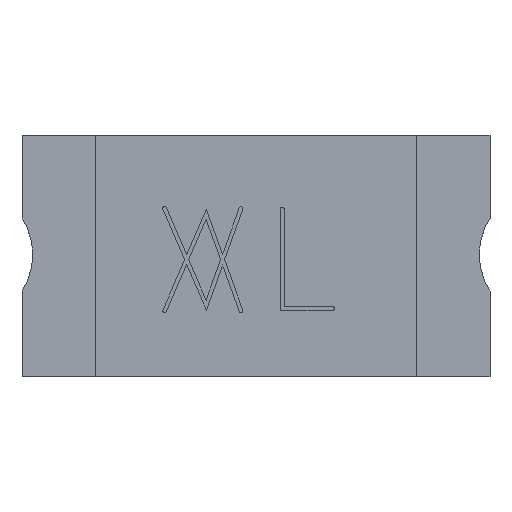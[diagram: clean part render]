
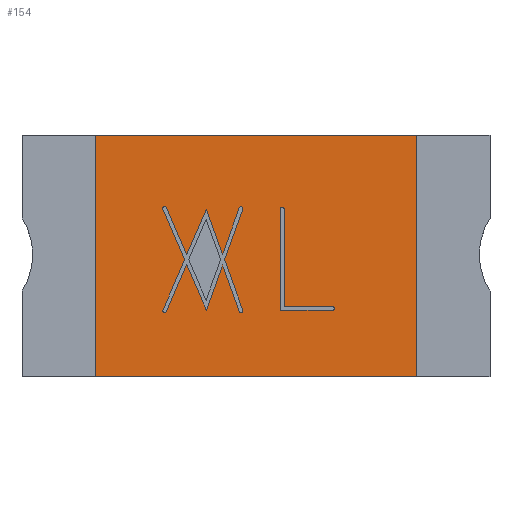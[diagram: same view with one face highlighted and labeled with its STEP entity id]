
A CAD part, top view. The second image highlights one B-rep face of the part: STEP entity #154.
In plain terms, the highlighted planar face has unit normal (0, 0, 1).
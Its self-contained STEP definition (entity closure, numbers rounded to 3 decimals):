
#44 = VERTEX_POINT('',#45);
#45 = CARTESIAN_POINT('',(-0.625,0.338,0.561));
#51 = EDGE_CURVE('',#44,#52,#54,.T.);
#52 = VERTEX_POINT('',#53);
#53 = CARTESIAN_POINT('',(-0.636,0.32,0.561));
#54 = CIRCLE('',#55,0.013);
#55 = AXIS2_PLACEMENT_3D('',#56,#57,#58);
#56 = CARTESIAN_POINT('',(-0.625,0.325,0.561));
#57 = DIRECTION('',(0.,0.,1.));
#58 = DIRECTION('',(0.,1.,0.));
#86 = VERTEX_POINT('',#87);
#87 = CARTESIAN_POINT('',(-0.102,0.337,0.561));
#93 = EDGE_CURVE('',#86,#94,#96,.T.);
#94 = VERTEX_POINT('',#95);
#95 = CARTESIAN_POINT('',(-0.114,0.329,0.561));
#96 = CIRCLE('',#97,0.013);
#97 = AXIS2_PLACEMENT_3D('',#98,#99,#100);
#98 = CARTESIAN_POINT('',(-0.102,0.325,0.561));
#99 = DIRECTION('',(0.,0.,1.));
#100 = DIRECTION('',(0.,1.,0.));
#128 = VERTEX_POINT('',#129);
#129 = CARTESIAN_POINT('',(0.18,0.333,0.561));
#135 = EDGE_CURVE('',#128,#136,#138,.T.);
#136 = VERTEX_POINT('',#137);
#137 = CARTESIAN_POINT('',(0.168,0.321,0.561));
#138 = CIRCLE('',#139,0.013);
#139 = AXIS2_PLACEMENT_3D('',#140,#141,#142);
#140 = CARTESIAN_POINT('',(0.18,0.321,0.561));
#141 = DIRECTION('',(0.,0.,1.));
#142 = DIRECTION('',(0.,1.,0.));
#154 = ADVANCED_FACE('',(#155,#189,#240),#372,.T.);
#155 = FACE_BOUND('',#156,.T.);
#156 = EDGE_LOOP('',(#157,#167,#175,#183));
#157 = ORIENTED_EDGE('',*,*,#158,.T.);
#158 = EDGE_CURVE('',#159,#161,#163,.T.);
#159 = VERTEX_POINT('',#160);
#160 = CARTESIAN_POINT('',(-1.101,-0.825,0.561));
#161 = VERTEX_POINT('',#162);
#162 = CARTESIAN_POINT('',(1.101,-0.825,0.561));
#163 = LINE('',#164,#165);
#164 = CARTESIAN_POINT('',(-2.942,-0.825,0.561));
#165 = VECTOR('',#166,1.);
#166 = DIRECTION('',(1.,0.,0.));
#167 = ORIENTED_EDGE('',*,*,#168,.T.);
#168 = EDGE_CURVE('',#161,#169,#171,.T.);
#169 = VERTEX_POINT('',#170);
#170 = CARTESIAN_POINT('',(1.101,0.825,0.561));
#171 = LINE('',#172,#173);
#172 = CARTESIAN_POINT('',(1.101,0.,0.561));
#173 = VECTOR('',#174,1.);
#174 = DIRECTION('',(0.,1.,0.));
#175 = ORIENTED_EDGE('',*,*,#176,.F.);
#176 = EDGE_CURVE('',#177,#169,#179,.T.);
#177 = VERTEX_POINT('',#178);
#178 = CARTESIAN_POINT('',(-1.101,0.825,0.561));
#179 = LINE('',#180,#181);
#180 = CARTESIAN_POINT('',(-2.942,0.825,0.561));
#181 = VECTOR('',#182,1.);
#182 = DIRECTION('',(1.,0.,0.));
#183 = ORIENTED_EDGE('',*,*,#184,.T.);
#184 = EDGE_CURVE('',#177,#159,#185,.T.);
#185 = LINE('',#186,#187);
#186 = CARTESIAN_POINT('',(-1.101,0.,0.561));
#187 = VECTOR('',#188,1.);
#188 = DIRECTION('',(0.,-1.,0.));
#189 = FACE_BOUND('',#190,.T.);
#190 = EDGE_LOOP('',(#191,#199,#200,#209,#217,#225,#234));
#191 = ORIENTED_EDGE('',*,*,#192,.F.);
#192 = EDGE_CURVE('',#136,#193,#195,.T.);
#193 = VERTEX_POINT('',#194);
#194 = CARTESIAN_POINT('',(0.168,-0.371,0.561));
#195 = LINE('',#196,#197);
#196 = CARTESIAN_POINT('',(0.168,0.321,0.561));
#197 = VECTOR('',#198,1.);
#198 = DIRECTION('',(0.,-1.,0.));
#199 = ORIENTED_EDGE('',*,*,#135,.F.);
#200 = ORIENTED_EDGE('',*,*,#201,.F.);
#201 = EDGE_CURVE('',#202,#128,#204,.T.);
#202 = VERTEX_POINT('',#203);
#203 = CARTESIAN_POINT('',(0.193,0.321,0.561));
#204 = CIRCLE('',#205,0.013);
#205 = AXIS2_PLACEMENT_3D('',#206,#207,#208);
#206 = CARTESIAN_POINT('',(0.18,0.321,0.561));
#207 = DIRECTION('',(0.,0.,1.));
#208 = DIRECTION('',(0.,1.,0.));
#209 = ORIENTED_EDGE('',*,*,#210,.F.);
#210 = EDGE_CURVE('',#211,#202,#213,.T.);
#211 = VERTEX_POINT('',#212);
#212 = CARTESIAN_POINT('',(0.193,-0.346,0.561));
#213 = LINE('',#214,#215);
#214 = CARTESIAN_POINT('',(0.193,0.321,0.561));
#215 = VECTOR('',#216,1.);
#216 = DIRECTION('',(0.,1.,0.));
#217 = ORIENTED_EDGE('',*,*,#218,.F.);
#218 = EDGE_CURVE('',#219,#211,#221,.T.);
#219 = VERTEX_POINT('',#220);
#220 = CARTESIAN_POINT('',(0.523,-0.346,0.561));
#221 = LINE('',#222,#223);
#222 = CARTESIAN_POINT('',(0.193,-0.346,0.561));
#223 = VECTOR('',#224,1.);
#224 = DIRECTION('',(-1.,0.,-0.));
#225 = ORIENTED_EDGE('',*,*,#226,.F.);
#226 = EDGE_CURVE('',#227,#219,#229,.T.);
#227 = VERTEX_POINT('',#228);
#228 = CARTESIAN_POINT('',(0.523,-0.371,0.561));
#229 = CIRCLE('',#230,0.013);
#230 = AXIS2_PLACEMENT_3D('',#231,#232,#233);
#231 = CARTESIAN_POINT('',(0.523,-0.359,0.561));
#232 = DIRECTION('',(-0.,0.,1.));
#233 = DIRECTION('',(0.,-1.,0.));
#234 = ORIENTED_EDGE('',*,*,#235,.F.);
#235 = EDGE_CURVE('',#193,#227,#236,.T.);
#236 = LINE('',#237,#238);
#237 = CARTESIAN_POINT('',(0.168,-0.371,0.561));
#238 = VECTOR('',#239,1.);
#239 = DIRECTION('',(1.,0.,0.));
#240 = FACE_BOUND('',#241,.T.);
#241 = EDGE_LOOP('',(#242,#252,#261,#269,#277,#285,#293,#302,#310,#316,
    #317,#326,#334,#342,#350,#356,#357,#366));
#242 = ORIENTED_EDGE('',*,*,#243,.F.);
#243 = EDGE_CURVE('',#244,#246,#248,.T.);
#244 = VERTEX_POINT('',#245);
#245 = CARTESIAN_POINT('',(-0.091,-0.371,0.561));
#246 = VERTEX_POINT('',#247);
#247 = CARTESIAN_POINT('',(-0.215,-0.025,0.561));
#248 = LINE('',#249,#250);
#249 = CARTESIAN_POINT('',(-0.091,-0.371,0.561));
#250 = VECTOR('',#251,1.);
#251 = DIRECTION('',(-0.339,0.941,0.)
  );
#252 = ORIENTED_EDGE('',*,*,#253,.F.);
#253 = EDGE_CURVE('',#254,#244,#256,.T.);
#254 = VERTEX_POINT('',#255);
#255 = CARTESIAN_POINT('',(-0.114,-0.379,0.561));
#256 = CIRCLE('',#257,0.013);
#257 = AXIS2_PLACEMENT_3D('',#258,#259,#260);
#258 = CARTESIAN_POINT('',(-0.102,-0.375,0.561));
#259 = DIRECTION('',(-0.,0.,1.));
#260 = DIRECTION('',(0.,-1.,0.));
#261 = ORIENTED_EDGE('',*,*,#262,.F.);
#262 = EDGE_CURVE('',#263,#254,#265,.T.);
#263 = VERTEX_POINT('',#264);
#264 = CARTESIAN_POINT('',(-0.228,-0.062,0.561));
#265 = LINE('',#266,#267);
#266 = CARTESIAN_POINT('',(-0.114,-0.379,0.561));
#267 = VECTOR('',#268,1.);
#268 = DIRECTION('',(0.339,-0.941,0.)
  );
#269 = ORIENTED_EDGE('',*,*,#270,.F.);
#270 = EDGE_CURVE('',#271,#263,#273,.T.);
#271 = VERTEX_POINT('',#272);
#272 = CARTESIAN_POINT('',(-0.34,-0.371,0.561));
#273 = LINE('',#274,#275);
#274 = CARTESIAN_POINT('',(-0.34,-0.371,0.561));
#275 = VECTOR('',#276,1.);
#276 = DIRECTION('',(0.339,0.941,0.)
  );
#277 = ORIENTED_EDGE('',*,*,#278,.F.);
#278 = EDGE_CURVE('',#279,#271,#281,.T.);
#279 = VERTEX_POINT('',#280);
#280 = CARTESIAN_POINT('',(-0.475,-0.057,0.561));
#281 = LINE('',#282,#283);
#282 = CARTESIAN_POINT('',(-0.475,-0.057,0.561));
#283 = VECTOR('',#284,1.);
#284 = DIRECTION('',(0.395,-0.919,0.)
  );
#285 = ORIENTED_EDGE('',*,*,#286,.F.);
#286 = EDGE_CURVE('',#287,#279,#289,.T.);
#287 = VERTEX_POINT('',#288);
#288 = CARTESIAN_POINT('',(-0.614,-0.381,0.561));
#289 = LINE('',#290,#291);
#290 = CARTESIAN_POINT('',(-0.475,-0.057,0.561));
#291 = VECTOR('',#292,1.);
#292 = DIRECTION('',(0.394,0.919,0.)
  );
#293 = ORIENTED_EDGE('',*,*,#294,.F.);
#294 = EDGE_CURVE('',#295,#287,#297,.T.);
#295 = VERTEX_POINT('',#296);
#296 = CARTESIAN_POINT('',(-0.637,-0.371,0.561));
#297 = CIRCLE('',#298,0.013);
#298 = AXIS2_PLACEMENT_3D('',#299,#300,#301);
#299 = CARTESIAN_POINT('',(-0.625,-0.376,0.561));
#300 = DIRECTION('',(-0.,0.,1.));
#301 = DIRECTION('',(0.,-1.,0.));
#302 = ORIENTED_EDGE('',*,*,#303,.F.);
#303 = EDGE_CURVE('',#304,#295,#306,.T.);
#304 = VERTEX_POINT('',#305);
#305 = CARTESIAN_POINT('',(-0.488,-0.025,0.561));
#306 = LINE('',#307,#308);
#307 = CARTESIAN_POINT('',(-0.488,-0.025,0.561));
#308 = VECTOR('',#309,1.);
#309 = DIRECTION('',(-0.394,-0.919,0.)
  );
#310 = ORIENTED_EDGE('',*,*,#311,.F.);
#311 = EDGE_CURVE('',#52,#304,#312,.T.);
#312 = LINE('',#313,#314);
#313 = CARTESIAN_POINT('',(-0.636,0.32,0.561));
#314 = VECTOR('',#315,1.);
#315 = DIRECTION('',(0.395,-0.919,0.)
  );
#316 = ORIENTED_EDGE('',*,*,#51,.F.);
#317 = ORIENTED_EDGE('',*,*,#318,.F.);
#318 = EDGE_CURVE('',#319,#44,#321,.T.);
#319 = VERTEX_POINT('',#320);
#320 = CARTESIAN_POINT('',(-0.613,0.33,0.561));
#321 = CIRCLE('',#322,0.013);
#322 = AXIS2_PLACEMENT_3D('',#323,#324,#325);
#323 = CARTESIAN_POINT('',(-0.625,0.325,0.561));
#324 = DIRECTION('',(0.,0.,1.));
#325 = DIRECTION('',(0.,1.,0.));
#326 = ORIENTED_EDGE('',*,*,#327,.F.);
#327 = EDGE_CURVE('',#328,#319,#330,.T.);
#328 = VERTEX_POINT('',#329);
#329 = CARTESIAN_POINT('',(-0.475,0.007,0.561));
#330 = LINE('',#331,#332);
#331 = CARTESIAN_POINT('',(-0.613,0.33,0.561));
#332 = VECTOR('',#333,1.);
#333 = DIRECTION('',(-0.395,0.919,0.)
  );
#334 = ORIENTED_EDGE('',*,*,#335,.F.);
#335 = EDGE_CURVE('',#336,#328,#338,.T.);
#336 = VERTEX_POINT('',#337);
#337 = CARTESIAN_POINT('',(-0.34,0.321,0.561));
#338 = LINE('',#339,#340);
#339 = CARTESIAN_POINT('',(-0.34,0.321,0.561));
#340 = VECTOR('',#341,1.);
#341 = DIRECTION('',(-0.394,-0.919,0.)
  );
#342 = ORIENTED_EDGE('',*,*,#343,.F.);
#343 = EDGE_CURVE('',#344,#336,#346,.T.);
#344 = VERTEX_POINT('',#345);
#345 = CARTESIAN_POINT('',(-0.228,0.012,0.561));
#346 = LINE('',#347,#348);
#347 = CARTESIAN_POINT('',(-0.228,0.012,0.561));
#348 = VECTOR('',#349,1.);
#349 = DIRECTION('',(-0.339,0.941,0.)
  );
#350 = ORIENTED_EDGE('',*,*,#351,.F.);
#351 = EDGE_CURVE('',#94,#344,#352,.T.);
#352 = LINE('',#353,#354);
#353 = CARTESIAN_POINT('',(-0.228,0.012,0.561));
#354 = VECTOR('',#355,1.);
#355 = DIRECTION('',(-0.339,-0.941,0.)
  );
#356 = ORIENTED_EDGE('',*,*,#93,.F.);
#357 = ORIENTED_EDGE('',*,*,#358,.F.);
#358 = EDGE_CURVE('',#359,#86,#361,.T.);
#359 = VERTEX_POINT('',#360);
#360 = CARTESIAN_POINT('',(-0.091,0.321,0.561));
#361 = CIRCLE('',#362,0.013);
#362 = AXIS2_PLACEMENT_3D('',#363,#364,#365);
#363 = CARTESIAN_POINT('',(-0.102,0.325,0.561));
#364 = DIRECTION('',(0.,0.,1.));
#365 = DIRECTION('',(0.,1.,0.));
#366 = ORIENTED_EDGE('',*,*,#367,.F.);
#367 = EDGE_CURVE('',#246,#359,#368,.T.);
#368 = LINE('',#369,#370);
#369 = CARTESIAN_POINT('',(-0.215,-0.025,0.561));
#370 = VECTOR('',#371,1.);
#371 = DIRECTION('',(0.339,0.941,0.)
  );
#372 = PLANE('',#373);
#373 = AXIS2_PLACEMENT_3D('',#374,#375,#376);
#374 = CARTESIAN_POINT('',(-2.942,0.,0.561));
#375 = DIRECTION('',(0.,0.,1.));
#376 = DIRECTION('',(0.,-1.,0.));
